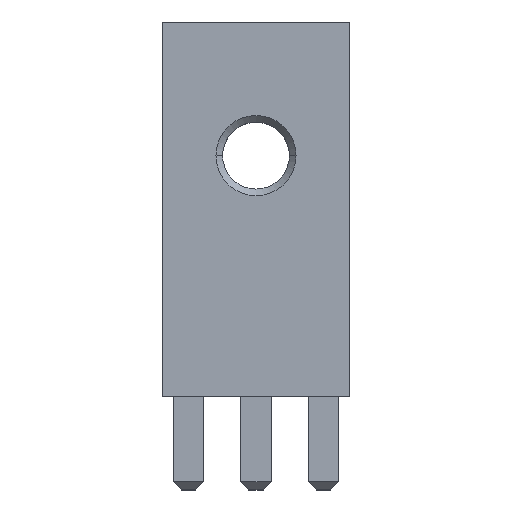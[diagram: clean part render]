
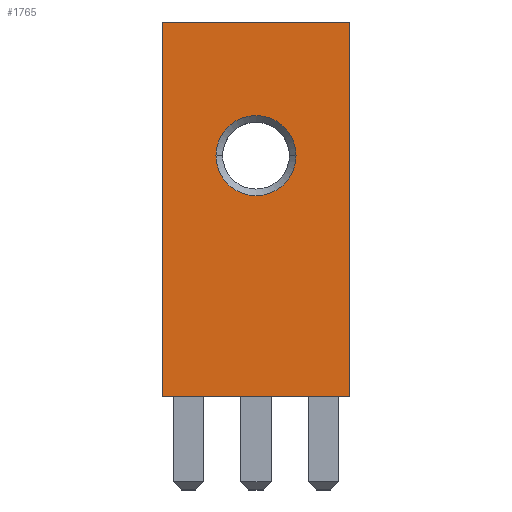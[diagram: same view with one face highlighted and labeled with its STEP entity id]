
A CAD part, top view. The second image highlights one B-rep face of the part: STEP entity #1765.
In plain terms, the highlighted planar face has unit normal (0, 0, 1).
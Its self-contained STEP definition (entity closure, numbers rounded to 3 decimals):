
#140 = VERTEX_POINT ( 'NONE', #1800 ) ;
#164 = FACE_BOUND ( 'NONE', #2290, .T. ) ;
#173 = CARTESIAN_POINT ( 'NONE',  ( -3.5, 3., 3.5 ) ) ;
#189 = CIRCLE ( 'NONE', #2916, 1.5 ) ;
#199 = DIRECTION ( 'NONE',  ( 0., -1., 0. ) ) ;
#212 = EDGE_LOOP ( 'NONE', ( #438, #2030, #767, #797 ) ) ;
#411 = DIRECTION ( 'NONE',  ( 1., 0., 0. ) ) ;
#438 = ORIENTED_EDGE ( 'NONE', *, *, #1709, .T. ) ;
#525 = CARTESIAN_POINT ( 'NONE',  ( -3.5, 14., 3.5 ) ) ;
#603 = EDGE_CURVE ( 'NONE', #3354, #1869, #189, .T. ) ;
#650 = EDGE_CURVE ( 'NONE', #140, #2833, #3392, .T. ) ;
#674 = EDGE_CURVE ( 'NONE', #3202, #1191, #2059, .T. ) ;
#767 = ORIENTED_EDGE ( 'NONE', *, *, #3241, .F. ) ;
#797 = ORIENTED_EDGE ( 'NONE', *, *, #674, .T. ) ;
#831 = VECTOR ( 'NONE', #411, 1000. ) ;
#853 = AXIS2_PLACEMENT_3D ( 'NONE', #2890, #1271, #3157 ) ;
#997 = CARTESIAN_POINT ( 'NONE',  ( -3.5, 0., 3.5 ) ) ;
#1073 = DIRECTION ( 'NONE',  ( 1., 0., 0. ) ) ;
#1110 = CARTESIAN_POINT ( 'NONE',  ( -1.5, 9., 3.5 ) ) ;
#1119 = FACE_OUTER_BOUND ( 'NONE', #212, .T. ) ;
#1191 = VERTEX_POINT ( 'NONE', #997 ) ;
#1218 = VECTOR ( 'NONE', #1073, 1000. ) ;
#1271 = DIRECTION ( 'NONE',  ( 0., 0., -1. ) ) ;
#1288 = CARTESIAN_POINT ( 'NONE',  ( 1.5, 9., 3.5 ) ) ;
#1292 = ORIENTED_EDGE ( 'NONE', *, *, #603, .T. ) ;
#1317 = CIRCLE ( 'NONE', #853, 1.5 ) ;
#1338 = VECTOR ( 'NONE', #2309, 1000. ) ;
#1424 = LINE ( 'NONE', #525, #1218 ) ;
#1491 = CARTESIAN_POINT ( 'NONE',  ( 0., 9., 3.5 ) ) ;
#1545 = DIRECTION ( 'NONE',  ( 0., 0., -1. ) ) ;
#1709 = EDGE_CURVE ( 'NONE', #1191, #2833, #1919, .T. ) ;
#1765 = ADVANCED_FACE ( 'NONE', ( #164, #1119 ), #2620, .F. ) ;
#1800 = CARTESIAN_POINT ( 'NONE',  ( 3.5, 14., 3.5 ) ) ;
#1819 = CARTESIAN_POINT ( 'NONE',  ( -3.5, 3., 3.5 ) ) ;
#1869 = VERTEX_POINT ( 'NONE', #1288 ) ;
#1889 = CARTESIAN_POINT ( 'NONE',  ( -3.5, 14., 3.5 ) ) ;
#1919 = LINE ( 'NONE', #1976, #831 ) ;
#1976 = CARTESIAN_POINT ( 'NONE',  ( -3.5, 0., 3.5 ) ) ;
#2030 = ORIENTED_EDGE ( 'NONE', *, *, #650, .F. ) ;
#2059 = LINE ( 'NONE', #173, #1338 ) ;
#2132 = EDGE_CURVE ( 'NONE', #1869, #3354, #1317, .T. ) ;
#2141 = VECTOR ( 'NONE', #199, 1000. ) ;
#2290 = EDGE_LOOP ( 'NONE', ( #2500, #1292 ) ) ;
#2307 = DIRECTION ( 'NONE',  ( -1., 0., 0. ) ) ;
#2309 = DIRECTION ( 'NONE',  ( 0., -1., 0. ) ) ;
#2500 = ORIENTED_EDGE ( 'NONE', *, *, #2132, .T. ) ;
#2543 = DIRECTION ( 'NONE',  ( 0., 0., -1. ) ) ;
#2620 = PLANE ( 'NONE',  #3229 ) ;
#2833 = VERTEX_POINT ( 'NONE', #3250 ) ;
#2850 = CARTESIAN_POINT ( 'NONE',  ( 3.5, 3., 3.5 ) ) ;
#2890 = CARTESIAN_POINT ( 'NONE',  ( 0., 9., 3.5 ) ) ;
#2916 = AXIS2_PLACEMENT_3D ( 'NONE', #1491, #2543, #3376 ) ;
#3157 = DIRECTION ( 'NONE',  ( -1., 0., 0. ) ) ;
#3202 = VERTEX_POINT ( 'NONE', #1889 ) ;
#3229 = AXIS2_PLACEMENT_3D ( 'NONE', #1819, #1545, #2307 ) ;
#3241 = EDGE_CURVE ( 'NONE', #3202, #140, #1424, .T. ) ;
#3250 = CARTESIAN_POINT ( 'NONE',  ( 3.5, 0., 3.5 ) ) ;
#3354 = VERTEX_POINT ( 'NONE', #1110 ) ;
#3376 = DIRECTION ( 'NONE',  ( -1., 0., 0. ) ) ;
#3392 = LINE ( 'NONE', #2850, #2141 ) ;
